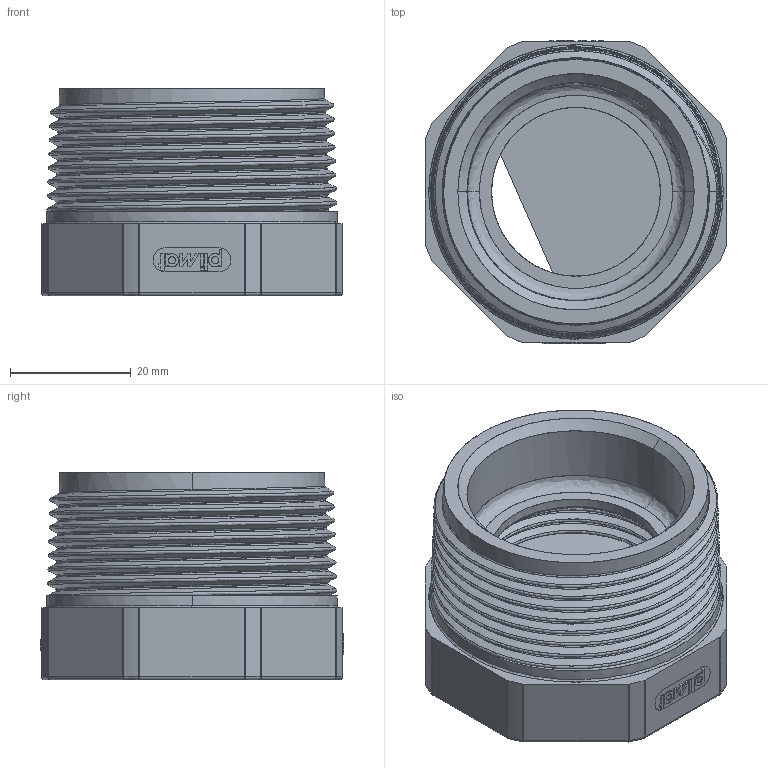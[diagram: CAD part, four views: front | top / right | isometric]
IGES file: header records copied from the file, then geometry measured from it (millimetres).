
Start section: SolidWorks IGES file using NURBS representation for surfaces
Global section: file name: 01 01 1080 013.IGS; native system: SolidWorks 2017; preprocessor: SolidWorks 2017; author: Rui Gomes; date: 170710.081317; units: millimetre
Bounding box: 50 x 50.4 x 34.5 mm (x, y, z)
Surface area: 14197.2 mm2 (no closed solid volume)
Topology: 0 solids, 0 shells, 404 faces, 3889 edges, 3873 vertices
Faces by surface type: bspline 404
